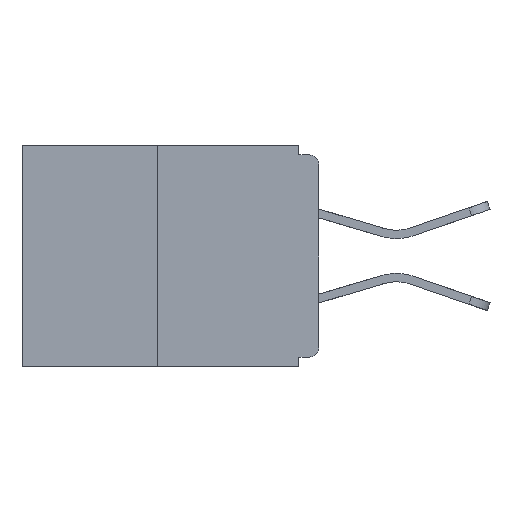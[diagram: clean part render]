
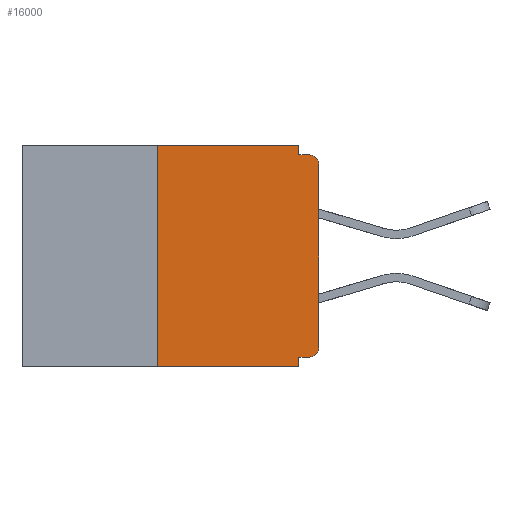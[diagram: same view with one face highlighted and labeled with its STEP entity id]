
A CAD part, left-side view. The second image highlights one B-rep face of the part: STEP entity #16000.
In plain terms, the highlighted planar face has unit normal (-1, 0, 0).
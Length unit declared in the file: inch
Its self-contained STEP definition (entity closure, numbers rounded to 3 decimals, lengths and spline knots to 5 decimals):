
#116 = DIRECTION ( 'NONE',  ( 0., -1., 0. ) ) ;
#569 = VECTOR ( 'NONE', #116, 39.37008 ) ;
#1049 = DIRECTION ( 'NONE',  ( 1., 0., 0. ) ) ;
#1307 = CARTESIAN_POINT ( 'NONE',  ( 0., 0.031, 0. ) ) ;
#1392 = CARTESIAN_POINT ( 'NONE',  ( 0., 0.25, 0. ) ) ;
#1486 = CARTESIAN_POINT ( 'NONE',  ( 0., 0., -0.313 ) ) ;
#1567 = CARTESIAN_POINT ( 'NONE',  ( 0., 0.031, -0.343 ) ) ;
#2065 = ORIENTED_EDGE ( 'NONE', *, *, #6358, .F. ) ;
#2667 = EDGE_CURVE ( 'NONE', #15473, #8463, #15034, .T. ) ;
#2711 = VERTEX_POINT ( 'NONE', #11780 ) ;
#2810 = CARTESIAN_POINT ( 'NONE',  ( 0., 0.031, -0.328 ) ) ;
#2937 = DIRECTION ( 'NONE',  ( 0., -1., 0. ) ) ;
#3349 = DIRECTION ( 'NONE',  ( 0., 0., -1. ) ) ;
#3395 = LINE ( 'NONE', #11429, #14317 ) ;
#3403 = CARTESIAN_POINT ( 'NONE',  ( 0., 0.015, -0.03 ) ) ;
#3452 = CARTESIAN_POINT ( 'NONE',  ( 0., 0.25, 0. ) ) ;
#3492 = EDGE_CURVE ( 'NONE', #6667, #8830, #5917, .T. ) ;
#3835 = AXIS2_PLACEMENT_3D ( 'NONE', #3403, #13286, #3349 ) ;
#4256 = VECTOR ( 'NONE', #14856, 39.37008 ) ;
#4293 = ORIENTED_EDGE ( 'NONE', *, *, #6476, .T. ) ;
#4767 = ORIENTED_EDGE ( 'NONE', *, *, #14647, .F. ) ;
#4878 = CARTESIAN_POINT ( 'NONE',  ( 0., 0.46, 0. ) ) ;
#5032 = VERTEX_POINT ( 'NONE', #16183 ) ;
#5235 = DIRECTION ( 'NONE',  ( 0., 1., 0. ) ) ;
#5239 = CARTESIAN_POINT ( 'NONE',  ( 0., 0.015, -0.328 ) ) ;
#5348 = VECTOR ( 'NONE', #15336, 39.37008 ) ;
#5835 = LINE ( 'NONE', #13015, #10265 ) ;
#5917 = CIRCLE ( 'NONE', #3835, 0.015 ) ;
#6104 = VERTEX_POINT ( 'NONE', #2810 ) ;
#6229 = CARTESIAN_POINT ( 'NONE',  ( 0., 0.015, -0.313 ) ) ;
#6266 = ORIENTED_EDGE ( 'NONE', *, *, #3492, .T. ) ;
#6358 = EDGE_CURVE ( 'NONE', #8463, #13124, #3395, .T. ) ;
#6476 = EDGE_CURVE ( 'NONE', #10992, #6667, #7666, .T. ) ;
#6667 = VERTEX_POINT ( 'NONE', #7779 ) ;
#6707 = EDGE_CURVE ( 'NONE', #2711, #15473, #14529, .T. ) ;
#6928 = LINE ( 'NONE', #9396, #9351 ) ;
#6952 = AXIS2_PLACEMENT_3D ( 'NONE', #6229, #11466, #7581 ) ;
#7223 = CARTESIAN_POINT ( 'NONE',  ( 0., 0.031, -0.015 ) ) ;
#7570 = CARTESIAN_POINT ( 'NONE',  ( 0., 0.46, 0. ) ) ;
#7581 = DIRECTION ( 'NONE',  ( 0., 0., -1. ) ) ;
#7590 = ORIENTED_EDGE ( 'NONE', *, *, #11155, .F. ) ;
#7666 = LINE ( 'NONE', #15013, #4256 ) ;
#7738 = CARTESIAN_POINT ( 'NONE',  ( 0., 0.46, -0.343 ) ) ;
#7779 = CARTESIAN_POINT ( 'NONE',  ( 0., 0., -0.03 ) ) ;
#8085 = VECTOR ( 'NONE', #10781, 39.37008 ) ;
#8236 = FACE_OUTER_BOUND ( 'NONE', #9770, .T. ) ;
#8309 = EDGE_CURVE ( 'NONE', #10537, #10992, #11897, .T. ) ;
#8457 = LINE ( 'NONE', #7738, #569 ) ;
#8463 = VERTEX_POINT ( 'NONE', #1307 ) ;
#8485 = LINE ( 'NONE', #1567, #8085 ) ;
#8830 = VERTEX_POINT ( 'NONE', #15223 ) ;
#8884 = DIRECTION ( 'NONE',  ( 0., 0., -1. ) ) ;
#8899 = ORIENTED_EDGE ( 'NONE', *, *, #6707, .F. ) ;
#9302 = AXIS2_PLACEMENT_3D ( 'NONE', #7570, #1049, #8884 ) ;
#9351 = VECTOR ( 'NONE', #2937, 39.37008 ) ;
#9396 = CARTESIAN_POINT ( 'NONE',  ( 0., 0., -0.015 ) ) ;
#9483 = VECTOR ( 'NONE', #13179, 39.37008 ) ;
#9770 = EDGE_LOOP ( 'NONE', ( #9953, #8899, #10039, #4767, #16256, #13530, #4293, #6266, #7590, #2065 ) ) ;
#9812 = DIRECTION ( 'NONE',  ( 0., 0., -1. ) ) ;
#9942 = PLANE ( 'NONE',  #9302 ) ;
#9953 = ORIENTED_EDGE ( 'NONE', *, *, #2667, .F. ) ;
#10039 = ORIENTED_EDGE ( 'NONE', *, *, #15250, .T. ) ;
#10265 = VECTOR ( 'NONE', #5235, 39.37008 ) ;
#10537 = VERTEX_POINT ( 'NONE', #5239 ) ;
#10781 = DIRECTION ( 'NONE',  ( 0., 0., -1. ) ) ;
#10992 = VERTEX_POINT ( 'NONE', #1486 ) ;
#11155 = EDGE_CURVE ( 'NONE', #13124, #8830, #6928, .T. ) ;
#11429 = CARTESIAN_POINT ( 'NONE',  ( 0., 0.031, 0. ) ) ;
#11466 = DIRECTION ( 'NONE',  ( -1., 0., 0. ) ) ;
#11780 = CARTESIAN_POINT ( 'NONE',  ( 0., 0.25, -0.343 ) ) ;
#11897 = CIRCLE ( 'NONE', #6952, 0.015 ) ;
#13015 = CARTESIAN_POINT ( 'NONE',  ( 0., 0., -0.328 ) ) ;
#13124 = VERTEX_POINT ( 'NONE', #7223 ) ;
#13179 = DIRECTION ( 'NONE',  ( 0., 0., 1. ) ) ;
#13286 = DIRECTION ( 'NONE',  ( -1., 0., 0. ) ) ;
#13530 = ORIENTED_EDGE ( 'NONE', *, *, #8309, .T. ) ;
#14317 = VECTOR ( 'NONE', #9812, 39.37008 ) ;
#14529 = LINE ( 'NONE', #1392, #9483 ) ;
#14647 = EDGE_CURVE ( 'NONE', #6104, #5032, #8485, .T. ) ;
#14856 = DIRECTION ( 'NONE',  ( 0., 0., 1. ) ) ;
#14888 = EDGE_CURVE ( 'NONE', #10537, #6104, #5835, .T. ) ;
#15013 = CARTESIAN_POINT ( 'NONE',  ( 0., 0., 0. ) ) ;
#15034 = LINE ( 'NONE', #4878, #5348 ) ;
#15223 = CARTESIAN_POINT ( 'NONE',  ( 0., 0.015, -0.015 ) ) ;
#15250 = EDGE_CURVE ( 'NONE', #2711, #5032, #8457, .T. ) ;
#15336 = DIRECTION ( 'NONE',  ( 0., -1., 0. ) ) ;
#15473 = VERTEX_POINT ( 'NONE', #3452 ) ;
#16000 = ADVANCED_FACE ( 'NONE', ( #8236 ), #9942, .F. ) ;
#16183 = CARTESIAN_POINT ( 'NONE',  ( 0., 0.031, -0.343 ) ) ;
#16256 = ORIENTED_EDGE ( 'NONE', *, *, #14888, .F. ) ;
